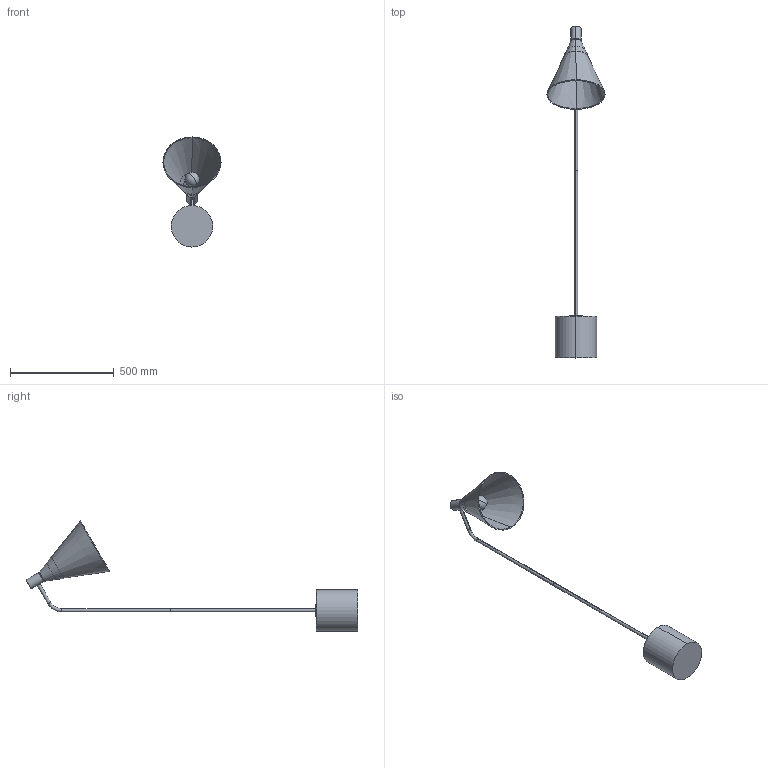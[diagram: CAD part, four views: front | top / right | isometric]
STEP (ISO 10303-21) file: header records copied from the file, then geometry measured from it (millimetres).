
FILE_DESCRIPTION (( 'STEP AP203' ), '1' );
FILE_NAME ('PH 05 FS._exported.step', '2025-02-09T07:57:52', ( '' ), ( '' ), 'SwSTEP 2.0', 'SolidWorks 2023', '' );
FILE_SCHEMA (( 'CONFIG_CONTROL_DESIGN' ));
Length unit declared in the file: millimetre
Products named in the file (1): PH 05 FS._exported
Bounding box: 280 x 1599.51 x 530.4 mm (x, y, z)
Surface area: 620702.1 mm2 (no closed solid volume)
Topology: 0 solids, 6 shells, 37 faces, 83 edges, 50 vertices
Faces by surface type: cylinder 12, torus 12, cone 6, plane 5, sphere 2
Entity records: 1074 total; most frequent: DIRECTION 214, CARTESIAN_POINT 163, ORIENTED_EDGE 140, AXIS2_PLACEMENT_3D 98, EDGE_CURVE 78, CIRCLE 60, VERTEX_POINT 47, EDGE_LOOP 39
